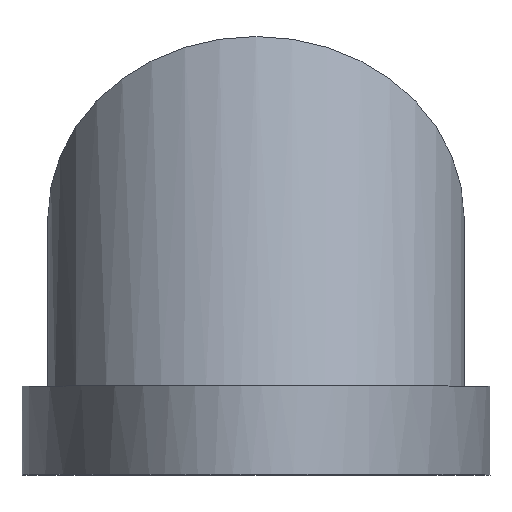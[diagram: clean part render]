
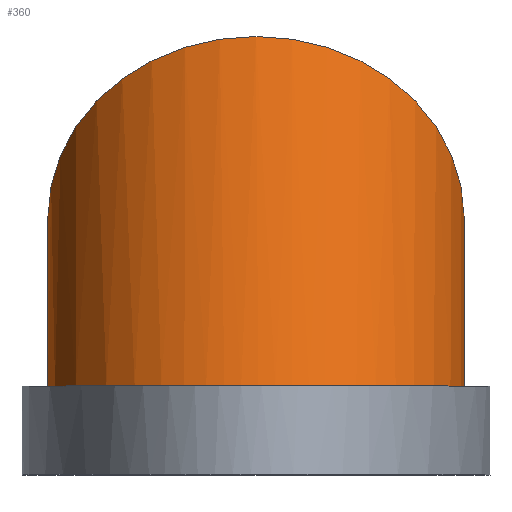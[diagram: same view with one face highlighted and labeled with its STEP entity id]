
A CAD part, top view. The second image highlights one B-rep face of the part: STEP entity #360.
In plain terms, the highlighted cylindrical face has radius 4 mm (diameter 8 mm), a partial arc.
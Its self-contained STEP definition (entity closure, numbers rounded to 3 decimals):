
#25=ELLIPSE('',#400,8.,4.);
#45=CYLINDRICAL_SURFACE('',#410,4.);
#67=FACE_OUTER_BOUND('',#92,.T.);
#92=EDGE_LOOP('',(#334,#335,#336,#337));
#118=LINE('',#672,#147);
#121=LINE('',#685,#150);
#147=VECTOR('',#492,10.);
#150=VECTOR('',#511,10.);
#154=CIRCLE('',#387,4.);
#174=VERTEX_POINT('',#558);
#175=VERTEX_POINT('',#560);
#189=VERTEX_POINT('',#662);
#191=VERTEX_POINT('',#667);
#210=EDGE_CURVE('',#174,#175,#154,.T.);
#234=EDGE_CURVE('',#189,#191,#25,.T.);
#236=EDGE_CURVE('',#175,#191,#118,.T.);
#241=EDGE_CURVE('',#174,#189,#121,.T.);
#334=ORIENTED_EDGE('',*,*,#234,.T.);
#335=ORIENTED_EDGE('',*,*,#236,.F.);
#336=ORIENTED_EDGE('',*,*,#210,.F.);
#337=ORIENTED_EDGE('',*,*,#241,.T.);
#360=ADVANCED_FACE('',(#67),#45,.T.);
#387=AXIS2_PLACEMENT_3D('',#561,#446,#447);
#400=AXIS2_PLACEMENT_3D('',#669,#487,#488);
#410=AXIS2_PLACEMENT_3D('',#686,#512,#513);
#446=DIRECTION('center_axis',(0.,0.5,-0.866));
#447=DIRECTION('ref_axis',(1.,0.,0.));
#487=DIRECTION('center_axis',(0.,1.,0.));
#488=DIRECTION('ref_axis',(0.,0.,1.));
#492=DIRECTION('',(0.,-0.5,0.866));
#511=DIRECTION('',(0.,-0.5,0.866));
#512=DIRECTION('center_axis',(0.,-0.5,0.866));
#513=DIRECTION('ref_axis',(1.,0.,0.));
#558=CARTESIAN_POINT('',(12.98,21.515,36.515));
#560=CARTESIAN_POINT('',(20.98,21.515,36.515));
#561=CARTESIAN_POINT('Origin',(16.98,21.515,36.515));
#662=CARTESIAN_POINT('',(12.98,18.244,42.181));
#667=CARTESIAN_POINT('',(20.98,18.244,42.181));
#669=CARTESIAN_POINT('Origin',(16.98,18.244,42.181));
#672=CARTESIAN_POINT('',(20.98,21.015,37.381));
#685=CARTESIAN_POINT('',(12.98,21.015,37.381));
#686=CARTESIAN_POINT('Origin',(16.98,21.015,37.381));
